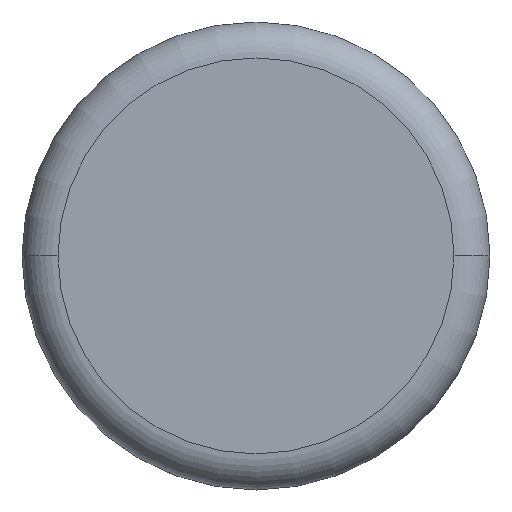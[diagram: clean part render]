
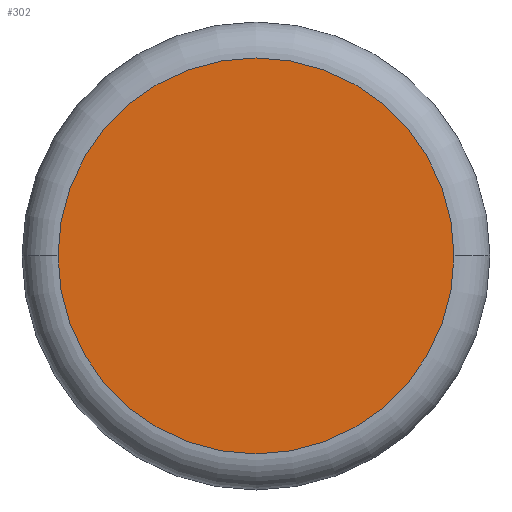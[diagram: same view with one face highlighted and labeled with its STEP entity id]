
A CAD part, top view. The second image highlights one B-rep face of the part: STEP entity #302.
In plain terms, the highlighted planar face has unit normal (0, 0, 1).
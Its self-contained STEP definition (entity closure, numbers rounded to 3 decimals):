
#43 = EDGE_LOOP ( 'NONE', ( #254, #304 ) ) ;
#77 = EDGE_CURVE ( 'NONE', #84, #82, #419, .T. ) ;
#82 = VERTEX_POINT ( 'NONE', #399 ) ;
#84 = VERTEX_POINT ( 'NONE', #403 ) ;
#254 = ORIENTED_EDGE ( 'NONE', *, *, #77, .F. ) ;
#301 = EDGE_CURVE ( 'NONE', #82, #84, #1008, .T. ) ;
#302 = ADVANCED_FACE ( 'NONE', ( #1032 ), #959, .F. ) ;
#304 = ORIENTED_EDGE ( 'NONE', *, *, #301, .F. ) ;
#399 = CARTESIAN_POINT ( 'NONE',  ( 5.5, 0., 27.5 ) ) ;
#403 = CARTESIAN_POINT ( 'NONE',  ( -5.5, 0., 27.5 ) ) ;
#410 = DIRECTION ( 'NONE',  ( -1., 0., 0. ) ) ;
#411 = DIRECTION ( 'NONE',  ( 0., 0., -1. ) ) ;
#412 = CARTESIAN_POINT ( 'NONE',  ( 0., 0., 27.5 ) ) ;
#414 = AXIS2_PLACEMENT_3D ( 'NONE', #412, #411, #410 ) ;
#419 = CIRCLE ( 'NONE', #414, 5.5 ) ;
#959 = PLANE ( 'NONE',  #985 ) ;
#985 = AXIS2_PLACEMENT_3D ( 'NONE', #1033, #1063, #1062 ) ;
#1004 = DIRECTION ( 'NONE',  ( -1., 0., 0. ) ) ;
#1005 = DIRECTION ( 'NONE',  ( 0., 0., -1. ) ) ;
#1006 = CARTESIAN_POINT ( 'NONE',  ( 0., 0., 27.5 ) ) ;
#1007 = AXIS2_PLACEMENT_3D ( 'NONE', #1006, #1005, #1004 ) ;
#1008 = CIRCLE ( 'NONE', #1007, 5.5 ) ;
#1032 = FACE_OUTER_BOUND ( 'NONE', #43, .T. ) ;
#1033 = CARTESIAN_POINT ( 'NONE',  ( 0., 0., 27.5 ) ) ;
#1062 = DIRECTION ( 'NONE',  ( -1., 0., 0. ) ) ;
#1063 = DIRECTION ( 'NONE',  ( 0., 0., -1. ) ) ;
